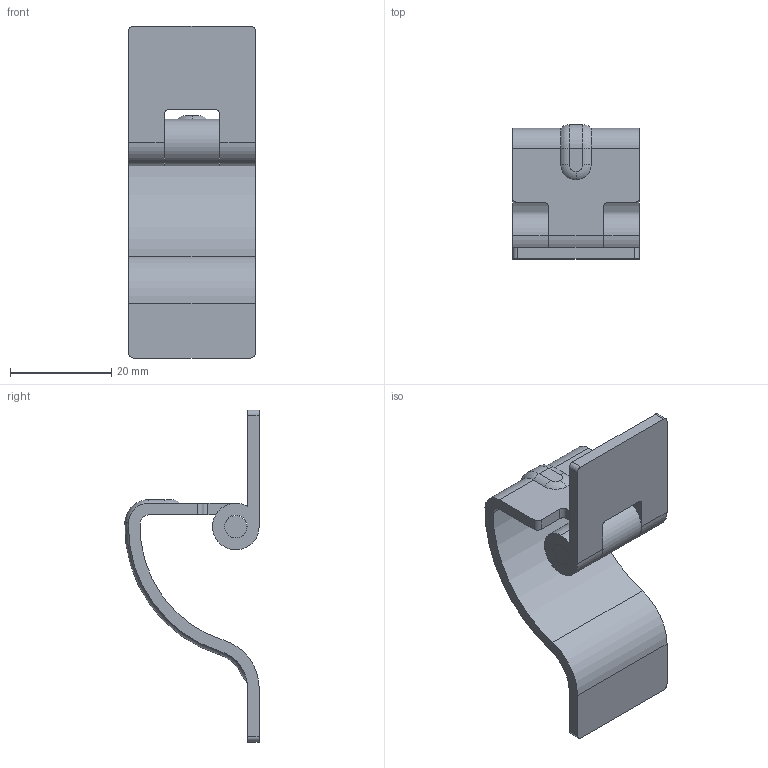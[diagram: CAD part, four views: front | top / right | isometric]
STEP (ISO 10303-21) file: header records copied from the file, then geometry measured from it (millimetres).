
FILE_DESCRIPTION (( 'STEP AP203' ), '1' );
FILE_NAME ('sone3D.STEP', '2015-06-24T09:02:51', ( '' ), ( '' ), 'SwSTEP 2.0', 'SolidWorks 2012', '' );
FILE_SCHEMA (( 'CONFIG_CONTROL_DESIGN' ));
Length unit declared in the file: millimetre
Products named in the file (4): sone3D; B-8-5ヒンジA_; B-8-5ヒンジB_; B-8-15軸_
Assembly tree (3 placements, depth 2):
  sone3D
    B-8-15軸_
    B-8-5ヒンジA_
    B-8-5ヒンジB_
Bounding box: 25 x 26.49 x 65.5 mm (x, y, z)
Volume: 6934.4 mm3; surface area: 6743.6 mm2
Topology: 3 solids, 3 shells, 70 faces, 180 edges, 116 vertices
Faces by surface type: cylinder 38, plane 22, torus 8, bspline 2
Entity records: 2712 total; most frequent: CARTESIAN_POINT 516, DIRECTION 414, ORIENTED_EDGE 360, EDGE_CURVE 180, AXIS2_PLACEMENT_3D 164, VERTEX_POINT 116, CIRCLE 90, VECTOR 86
